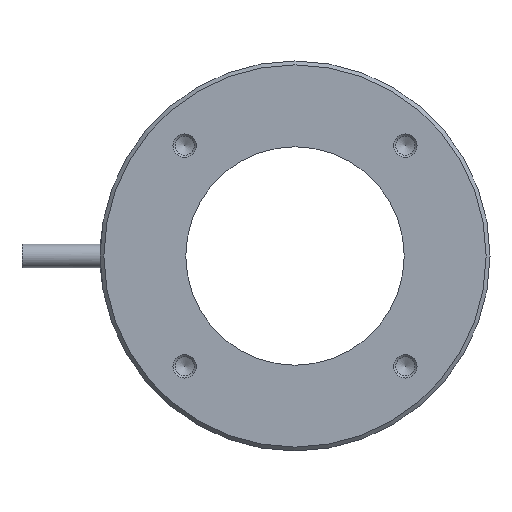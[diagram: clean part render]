
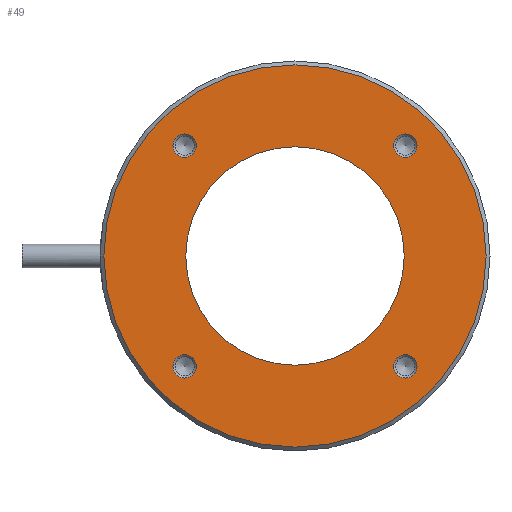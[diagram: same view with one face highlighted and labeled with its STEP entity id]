
A CAD part, left-side view. The second image highlights one B-rep face of the part: STEP entity #49.
In plain terms, the highlighted planar face has unit normal (-1, 0, 0).
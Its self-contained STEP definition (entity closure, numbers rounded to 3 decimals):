
#8 = EDGE_CURVE ( 'NONE', #311, #311, #453, .T. ) ;
#13 = EDGE_CURVE ( 'NONE', #191, #191, #435, .T. ) ;
#14 = EDGE_CURVE ( 'NONE', #481, #481, #437, .T. ) ;
#15 = EDGE_CURVE ( 'NONE', #483, #483, #441, .T. ) ;
#33 = EDGE_CURVE ( 'NONE', #567, #567, #94, .T. ) ;
#49 = ADVANCED_FACE ( 'NONE', ( #263, #253, #277, #255, #249, #272 ), #267, .T. ) ;
#60 = EDGE_CURVE ( 'NONE', #569, #569, #87, .T. ) ;
#76 = AXIS2_PLACEMENT_3D ( 'NONE', #281, #280, #259 ) ;
#87 = CIRCLE ( 'NONE', #95, 1.5 ) ;
#94 = CIRCLE ( 'NONE', #152, 1.5 ) ;
#95 = AXIS2_PLACEMENT_3D ( 'NONE', #534, #541, #536 ) ;
#152 = AXIS2_PLACEMENT_3D ( 'NONE', #578, #585, #587 ) ;
#155 = EDGE_LOOP ( 'NONE', ( #307 ) ) ;
#157 = ORIENTED_EDGE ( 'NONE', *, *, #60, .T. ) ;
#167 = EDGE_LOOP ( 'NONE', ( #349 ) ) ;
#191 = VERTEX_POINT ( 'NONE', #484 ) ;
#202 = EDGE_LOOP ( 'NONE', ( #216 ) ) ;
#203 = EDGE_LOOP ( 'NONE', ( #358 ) ) ;
#212 = EDGE_LOOP ( 'NONE', ( #157 ) ) ;
#216 = ORIENTED_EDGE ( 'NONE', *, *, #15, .F. ) ;
#224 = EDGE_LOOP ( 'NONE', ( #334 ) ) ;
#249 = FACE_BOUND ( 'NONE', #203, .T. ) ;
#253 = FACE_BOUND ( 'NONE', #167, .T. ) ;
#255 = FACE_BOUND ( 'NONE', #212, .T. ) ;
#259 = DIRECTION ( 'NONE',  ( 0., 0., 1. ) ) ;
#263 = FACE_BOUND ( 'NONE', #224, .T. ) ;
#267 = PLANE ( 'NONE',  #76 ) ;
#272 = FACE_OUTER_BOUND ( 'NONE', #202, .T. ) ;
#277 = FACE_BOUND ( 'NONE', #155, .T. ) ;
#280 = DIRECTION ( 'NONE',  ( -1., 0., 0. ) ) ;
#281 = CARTESIAN_POINT ( 'NONE',  ( 0., 24.5, 0. ) ) ;
#304 = CARTESIAN_POINT ( 'NONE',  ( 0., -14.142, 15.642 ) ) ;
#307 = ORIENTED_EDGE ( 'NONE', *, *, #13, .T. ) ;
#311 = VERTEX_POINT ( 'NONE', #304 ) ;
#329 = DIRECTION ( 'NONE',  ( 0., 1., 0. ) ) ;
#331 = DIRECTION ( 'NONE',  ( 1., 0., 0. ) ) ;
#332 = DIRECTION ( 'NONE',  ( 1., 0., 0. ) ) ;
#334 = ORIENTED_EDGE ( 'NONE', *, *, #33, .T. ) ;
#335 = DIRECTION ( 'NONE',  ( 1., 0., 0. ) ) ;
#337 = CARTESIAN_POINT ( 'NONE',  ( 0., 0., 0. ) ) ;
#340 = DIRECTION ( 'NONE',  ( 0., 0., 1. ) ) ;
#341 = CARTESIAN_POINT ( 'NONE',  ( 0., 0., 0. ) ) ;
#349 = ORIENTED_EDGE ( 'NONE', *, *, #8, .T. ) ;
#358 = ORIENTED_EDGE ( 'NONE', *, *, #14, .T. ) ;
#393 = CARTESIAN_POINT ( 'NONE',  ( 0., 14.142, 14.142 ) ) ;
#408 = DIRECTION ( 'NONE',  ( 0., 0., 1. ) ) ;
#413 = DIRECTION ( 'NONE',  ( 0., 0., 1. ) ) ;
#414 = DIRECTION ( 'NONE',  ( 1., 0., 0. ) ) ;
#423 = CARTESIAN_POINT ( 'NONE',  ( 0., -14.142, 14.142 ) ) ;
#435 = CIRCLE ( 'NONE', #447, 1.5 ) ;
#437 = CIRCLE ( 'NONE', #451, 14. ) ;
#441 = CIRCLE ( 'NONE', #446, 24.5 ) ;
#446 = AXIS2_PLACEMENT_3D ( 'NONE', #337, #331, #329 ) ;
#447 = AXIS2_PLACEMENT_3D ( 'NONE', #393, #332, #408 ) ;
#451 = AXIS2_PLACEMENT_3D ( 'NONE', #341, #414, #413 ) ;
#453 = CIRCLE ( 'NONE', #457, 1.5 ) ;
#457 = AXIS2_PLACEMENT_3D ( 'NONE', #423, #335, #340 ) ;
#481 = VERTEX_POINT ( 'NONE', #485 ) ;
#483 = VERTEX_POINT ( 'NONE', #493 ) ;
#484 = CARTESIAN_POINT ( 'NONE',  ( 0., 14.142, 15.642 ) ) ;
#485 = CARTESIAN_POINT ( 'NONE',  ( 0., 0., 14. ) ) ;
#493 = CARTESIAN_POINT ( 'NONE',  ( 0., 24.5, 0. ) ) ;
#534 = CARTESIAN_POINT ( 'NONE',  ( 0., -14.142, -14.142 ) ) ;
#536 = DIRECTION ( 'NONE',  ( 0., 0., 1. ) ) ;
#541 = DIRECTION ( 'NONE',  ( 1., 0., 0. ) ) ;
#557 = CARTESIAN_POINT ( 'NONE',  ( 0., 14.142, -12.642 ) ) ;
#567 = VERTEX_POINT ( 'NONE', #557 ) ;
#569 = VERTEX_POINT ( 'NONE', #573 ) ;
#573 = CARTESIAN_POINT ( 'NONE',  ( 0., -14.142, -12.642 ) ) ;
#578 = CARTESIAN_POINT ( 'NONE',  ( 0., 14.142, -14.142 ) ) ;
#585 = DIRECTION ( 'NONE',  ( 1., 0., 0. ) ) ;
#587 = DIRECTION ( 'NONE',  ( 0., 0., 1. ) ) ;
